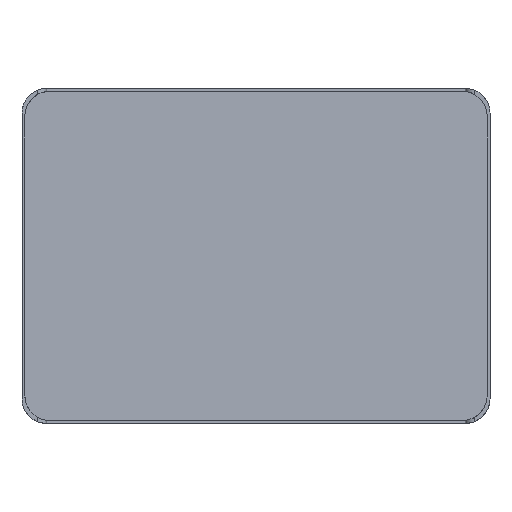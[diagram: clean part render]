
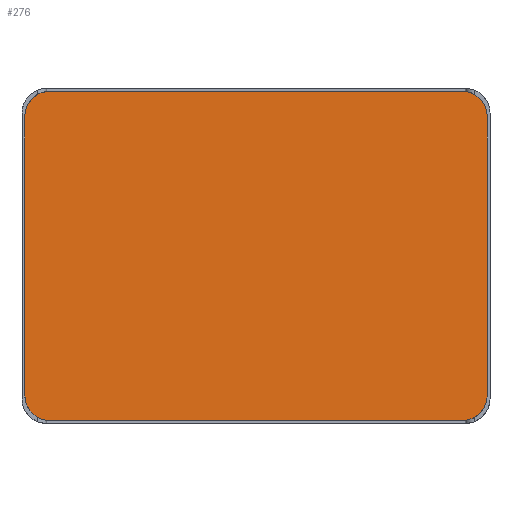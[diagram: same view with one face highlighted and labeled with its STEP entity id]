
A CAD part, top view. The second image highlights one B-rep face of the part: STEP entity #276.
In plain terms, the highlighted planar face has unit normal (0, 0.052, 0.999).
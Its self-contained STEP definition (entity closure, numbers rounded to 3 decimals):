
#201=CARTESIAN_POINT('',(-384.001,-177.231,45.415));
#202=DIRECTION('',(0.,0.052,0.999));
#203=DIRECTION('',(1.,0.,0.));
#204=AXIS2_PLACEMENT_3D('',#201,#202,#203);
#205=PLANE('',#204);
#206=CARTESIAN_POINT('',(-312.501,-57.2,39.201));
#207=VERTEX_POINT('',#206);
#208=CARTESIAN_POINT('',(-304.001,-48.7,38.761));
#209=VERTEX_POINT('',#208);
#210=CARTESIAN_POINT('',(-312.501,-48.7,38.761));
#211=DIRECTION('',(0.,0.052,0.999));
#212=DIRECTION('',(0.,0.999,-0.052));
#213=AXIS2_PLACEMENT_3D('',#210,#211,#212);
#214=ELLIPSE('',#213,8.511,8.5);
#215=EDGE_CURVE('',#207,#209,#214,.T.);
#216=ORIENTED_EDGE('',*,*,#215,.T.);
#217=CARTESIAN_POINT('',(-304.001,48.2,33.744));
#218=VERTEX_POINT('',#217);
#219=CARTESIAN_POINT('',(-304.001,-48.7,38.761));
#220=DIRECTION('',(-0.,0.999,-0.052));
#221=VECTOR('',#220,97.03);
#222=LINE('',#219,#221);
#223=EDGE_CURVE('',#209,#218,#222,.T.);
#224=ORIENTED_EDGE('',*,*,#223,.T.);
#225=CARTESIAN_POINT('',(-312.501,56.7,33.304));
#226=VERTEX_POINT('',#225);
#227=CARTESIAN_POINT('',(-312.501,48.2,33.744));
#228=DIRECTION('',(0.,0.052,0.999));
#229=DIRECTION('',(0.,0.999,-0.052));
#230=AXIS2_PLACEMENT_3D('',#227,#228,#229);
#231=ELLIPSE('',#230,8.511,8.5);
#232=EDGE_CURVE('',#218,#226,#231,.T.);
#233=ORIENTED_EDGE('',*,*,#232,.T.);
#234=CARTESIAN_POINT('',(-455.501,56.7,33.304));
#235=VERTEX_POINT('',#234);
#236=CARTESIAN_POINT('',(-312.501,56.7,33.304));
#237=DIRECTION('',(-1.,-0.,0.));
#238=VECTOR('',#237,143.);
#239=LINE('',#236,#238);
#240=EDGE_CURVE('',#226,#235,#239,.T.);
#241=ORIENTED_EDGE('',*,*,#240,.T.);
#242=CARTESIAN_POINT('',(-464.001,48.2,33.744));
#243=VERTEX_POINT('',#242);
#244=CARTESIAN_POINT('',(-455.501,48.2,33.744));
#245=DIRECTION('',(0.,0.052,0.999));
#246=DIRECTION('',(0.,0.999,-0.052));
#247=AXIS2_PLACEMENT_3D('',#244,#245,#246);
#248=ELLIPSE('',#247,8.511,8.5);
#249=EDGE_CURVE('',#235,#243,#248,.T.);
#250=ORIENTED_EDGE('',*,*,#249,.T.);
#251=CARTESIAN_POINT('',(-464.001,-48.7,38.761));
#252=VERTEX_POINT('',#251);
#253=CARTESIAN_POINT('',(-464.001,48.2,33.744));
#254=DIRECTION('',(0.,-0.999,0.052));
#255=VECTOR('',#254,97.03);
#256=LINE('',#253,#255);
#257=EDGE_CURVE('',#243,#252,#256,.T.);
#258=ORIENTED_EDGE('',*,*,#257,.T.);
#259=CARTESIAN_POINT('',(-455.501,-57.2,39.201));
#260=VERTEX_POINT('',#259);
#261=CARTESIAN_POINT('',(-455.501,-48.7,38.761));
#262=DIRECTION('',(0.,0.052,0.999));
#263=DIRECTION('',(0.,0.999,-0.052));
#264=AXIS2_PLACEMENT_3D('',#261,#262,#263);
#265=ELLIPSE('',#264,8.511,8.5);
#266=EDGE_CURVE('',#252,#260,#265,.T.);
#267=ORIENTED_EDGE('',*,*,#266,.T.);
#268=CARTESIAN_POINT('',(-455.501,-57.2,39.201));
#269=DIRECTION('',(1.,0.,-0.));
#270=VECTOR('',#269,143.);
#271=LINE('',#268,#270);
#272=EDGE_CURVE('',#260,#207,#271,.T.);
#273=ORIENTED_EDGE('',*,*,#272,.T.);
#274=EDGE_LOOP('',(#216,#224,#233,#241,#250,#258,#267,#273));
#275=FACE_BOUND('',#274,.T.);
#276=ADVANCED_FACE('',(#275),#205,.T.);
